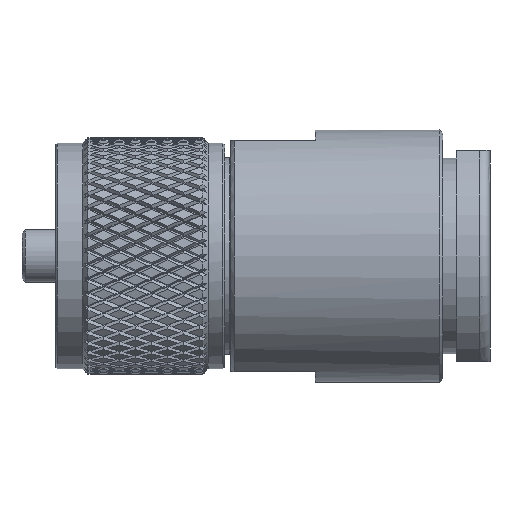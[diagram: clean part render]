
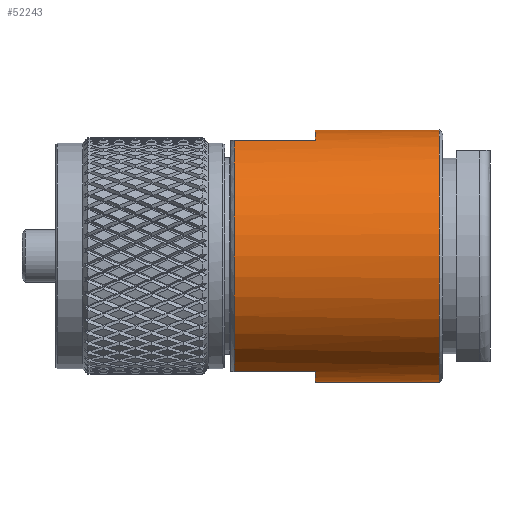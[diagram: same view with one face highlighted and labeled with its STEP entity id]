
A CAD part, front view. The second image highlights one B-rep face of the part: STEP entity #52243.
In plain terms, the highlighted cylindrical face has radius 9.5 mm (diameter 19 mm), a full revolution.
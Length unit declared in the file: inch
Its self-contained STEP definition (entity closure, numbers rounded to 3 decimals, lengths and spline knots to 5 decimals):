
#4368 = DIRECTION ( 'NONE',  ( 1., 0., 0. ) ) ;
#8115 = ORIENTED_EDGE ( 'NONE', *, *, #89174, .T. ) ;
#8631 = LINE ( 'NONE', #74420, #64984 ) ;
#8910 = CARTESIAN_POINT ( 'NONE',  ( 0.52781, 0., 0. ) ) ;
#9448 = DIRECTION ( 'NONE',  ( 0., 0., 1. ) ) ;
#9496 = EDGE_LOOP ( 'NONE', ( #82568 ) ) ;
#9519 = ORIENTED_EDGE ( 'NONE', *, *, #22901, .T. ) ;
#10801 = CARTESIAN_POINT ( 'NONE',  ( 0.76781, 0., 0. ) ) ;
#10820 = CARTESIAN_POINT ( 'NONE',  ( 0.52781, 0.15023, -0.34252 ) ) ;
#10891 = CARTESIAN_POINT ( 'NONE',  ( 0.76781, 0., 0. ) ) ;
#11051 = VERTEX_POINT ( 'NONE', #77951 ) ;
#12878 = VECTOR ( 'NONE', #89925, 39.37008 ) ;
#14336 = CYLINDRICAL_SURFACE ( 'NONE', #57258, 0.37402 ) ;
#15577 = CARTESIAN_POINT ( 'NONE',  ( 0.76781, -0.15023, 0.34252 ) ) ;
#15827 = ORIENTED_EDGE ( 'NONE', *, *, #87285, .T. ) ;
#16736 = EDGE_CURVE ( 'NONE', #80895, #30076, #93638, .T. ) ;
#18858 = VERTEX_POINT ( 'NONE', #20881 ) ;
#20067 = VECTOR ( 'NONE', #49871, 39.37008 ) ;
#20881 = CARTESIAN_POINT ( 'NONE',  ( 0.52781, 0.15023, 0.34252 ) ) ;
#22064 = FACE_OUTER_BOUND ( 'NONE', #67186, .T. ) ;
#22901 = EDGE_CURVE ( 'NONE', #59881, #49695, #8631, .T. ) ;
#29622 = AXIS2_PLACEMENT_3D ( 'NONE', #8910, #4368, #56181 ) ;
#29625 = DIRECTION ( 'NONE',  ( 0., 0., -1. ) ) ;
#30076 = VERTEX_POINT ( 'NONE', #76482 ) ;
#30222 = VERTEX_POINT ( 'NONE', #36785 ) ;
#30281 = DIRECTION ( 'NONE',  ( 0., 0., -1. ) ) ;
#32586 = CIRCLE ( 'NONE', #77300, 0.37402 ) ;
#32804 = EDGE_CURVE ( 'NONE', #30222, #48689, #66834, .T. ) ;
#32993 = VECTOR ( 'NONE', #95315, 39.37008 ) ;
#35784 = CIRCLE ( 'NONE', #29622, 0.37402 ) ;
#36740 = ORIENTED_EDGE ( 'NONE', *, *, #32804, .T. ) ;
#36785 = CARTESIAN_POINT ( 'NONE',  ( 0.76781, 0.15023, 0.34252 ) ) ;
#39838 = DIRECTION ( 'NONE',  ( 1., 0., 0. ) ) ;
#41961 = CIRCLE ( 'NONE', #72819, 0.37402 ) ;
#44294 = DIRECTION ( 'NONE',  ( 1., 0., 0. ) ) ;
#45064 = CARTESIAN_POINT ( 'NONE',  ( 1.13567, 0., 0. ) ) ;
#46213 = DIRECTION ( 'NONE',  ( 1., 0., 0. ) ) ;
#47174 = VERTEX_POINT ( 'NONE', #69443 ) ;
#48525 = EDGE_CURVE ( 'NONE', #18858, #30222, #86616, .T. ) ;
#48689 = VERTEX_POINT ( 'NONE', #15577 ) ;
#49441 = CARTESIAN_POINT ( 'NONE',  ( 0.52781, -0.15023, 0.34252 ) ) ;
#49695 = VERTEX_POINT ( 'NONE', #10820 ) ;
#49816 = AXIS2_PLACEMENT_3D ( 'NONE', #10891, #77162, #61771 ) ;
#49871 = DIRECTION ( 'NONE',  ( 1., 0., 0. ) ) ;
#50836 = CARTESIAN_POINT ( 'NONE',  ( 0.92962, 0.15023, 0.34252 ) ) ;
#52243 = ADVANCED_FACE ( 'NONE', ( #80093, #22064 ), #14336, .T. ) ;
#52244 = CARTESIAN_POINT ( 'NONE',  ( 0.92962, -0.15023, -0.34252 ) ) ;
#52531 = CARTESIAN_POINT ( 'NONE',  ( 0.92962, 0., 0. ) ) ;
#56181 = DIRECTION ( 'NONE',  ( 0., 0., 1. ) ) ;
#57258 = AXIS2_PLACEMENT_3D ( 'NONE', #52531, #44294, #30281 ) ;
#59484 = DIRECTION ( 'NONE',  ( -1., 0., 0. ) ) ;
#59860 = EDGE_CURVE ( 'NONE', #47174, #47174, #32586, .T. ) ;
#59881 = VERTEX_POINT ( 'NONE', #76476 ) ;
#60385 = ORIENTED_EDGE ( 'NONE', *, *, #48525, .T. ) ;
#61771 = DIRECTION ( 'NONE',  ( 0., 0., 1. ) ) ;
#64984 = VECTOR ( 'NONE', #59484, 39.37008 ) ;
#66302 = LINE ( 'NONE', #52244, #12878 ) ;
#66834 = CIRCLE ( 'NONE', #49816, 0.37402 ) ;
#66880 = EDGE_CURVE ( 'NONE', #49695, #18858, #35784, .T. ) ;
#67186 = EDGE_LOOP ( 'NONE', ( #15827, #87242, #8115, #81127, #9519, #84405, #60385, #36740 ) ) ;
#68451 = EDGE_CURVE ( 'NONE', #11051, #59881, #41961, .T. ) ;
#69443 = CARTESIAN_POINT ( 'NONE',  ( 1.13567, 0., -0.37402 ) ) ;
#72819 = AXIS2_PLACEMENT_3D ( 'NONE', #10801, #39838, #84813 ) ;
#74420 = CARTESIAN_POINT ( 'NONE',  ( 0.92962, 0.15023, -0.34252 ) ) ;
#74566 = DIRECTION ( 'NONE',  ( -1., 0., 0. ) ) ;
#76476 = CARTESIAN_POINT ( 'NONE',  ( 0.76781, 0.15023, -0.34252 ) ) ;
#76482 = CARTESIAN_POINT ( 'NONE',  ( 0.52781, -0.15023, -0.34252 ) ) ;
#77162 = DIRECTION ( 'NONE',  ( 1., 0., 0. ) ) ;
#77300 = AXIS2_PLACEMENT_3D ( 'NONE', #45064, #74566, #29625 ) ;
#77951 = CARTESIAN_POINT ( 'NONE',  ( 0.76781, -0.15023, -0.34252 ) ) ;
#78161 = AXIS2_PLACEMENT_3D ( 'NONE', #90234, #46213, #9448 ) ;
#79349 = CARTESIAN_POINT ( 'NONE',  ( 0.92962, -0.15023, 0.34252 ) ) ;
#80093 = FACE_OUTER_BOUND ( 'NONE', #9496, .T. ) ;
#80895 = VERTEX_POINT ( 'NONE', #49441 ) ;
#81127 = ORIENTED_EDGE ( 'NONE', *, *, #68451, .T. ) ;
#82568 = ORIENTED_EDGE ( 'NONE', *, *, #59860, .T. ) ;
#84405 = ORIENTED_EDGE ( 'NONE', *, *, #66880, .T. ) ;
#84813 = DIRECTION ( 'NONE',  ( 0., 0., 1. ) ) ;
#86616 = LINE ( 'NONE', #50836, #20067 ) ;
#87242 = ORIENTED_EDGE ( 'NONE', *, *, #16736, .T. ) ;
#87285 = EDGE_CURVE ( 'NONE', #48689, #80895, #94357, .T. ) ;
#89174 = EDGE_CURVE ( 'NONE', #30076, #11051, #66302, .T. ) ;
#89925 = DIRECTION ( 'NONE',  ( 1., 0., 0. ) ) ;
#90234 = CARTESIAN_POINT ( 'NONE',  ( 0.52781, 0., 0. ) ) ;
#93638 = CIRCLE ( 'NONE', #78161, 0.37402 ) ;
#94357 = LINE ( 'NONE', #79349, #32993 ) ;
#95315 = DIRECTION ( 'NONE',  ( -1., 0., 0. ) ) ;
